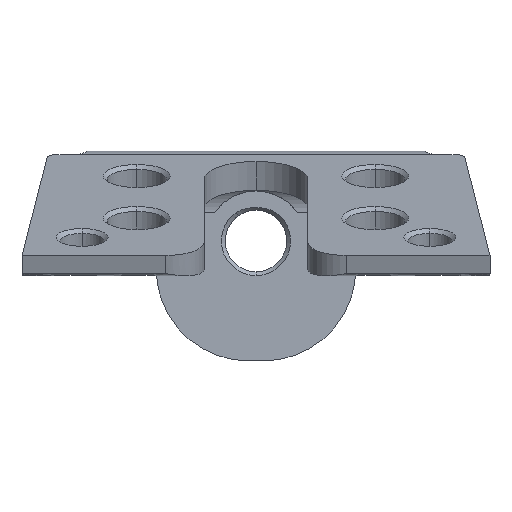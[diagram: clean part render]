
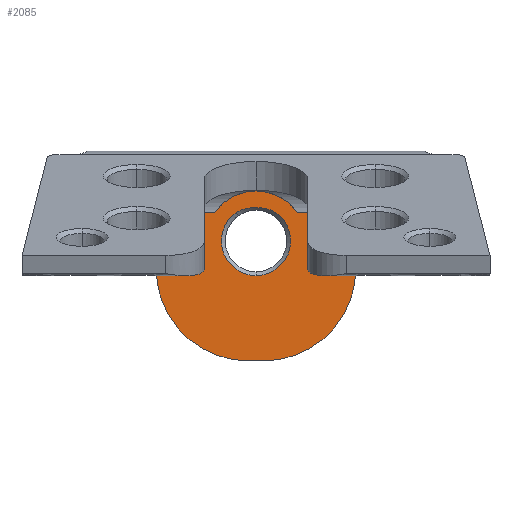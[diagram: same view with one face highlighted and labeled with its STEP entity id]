
A CAD part, front view. The second image highlights one B-rep face of the part: STEP entity #2085.
In plain terms, the highlighted planar face has unit normal (0, -1, 0).
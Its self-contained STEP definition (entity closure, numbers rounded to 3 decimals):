
#11 = CARTESIAN_POINT ( 'NONE',  ( 13., 0., -0.5 ) ) ;
#68 = CARTESIAN_POINT ( 'NONE',  ( -1., 0., -12.5 ) ) ;
#98 = EDGE_CURVE ( 'NONE', #3218, #5803, #2623, .T. ) ;
#114 = ORIENTED_EDGE ( 'NONE', *, *, #4093, .T. ) ;
#131 = CARTESIAN_POINT ( 'NONE',  ( 2.579, 0., 6.787 ) ) ;
#149 = DIRECTION ( 'NONE',  ( 0., 1., 0. ) ) ;
#153 = DIRECTION ( 'NONE',  ( 0., -1., 0. ) ) ;
#168 = AXIS2_PLACEMENT_3D ( 'NONE', #350, #3752, #5176 ) ;
#177 = DIRECTION ( 'NONE',  ( 0., 0., 1. ) ) ;
#189 = CARTESIAN_POINT ( 'NONE',  ( -2.579, 0., 6.787 ) ) ;
#193 = CARTESIAN_POINT ( 'NONE',  ( -13., 0., 12.5 ) ) ;
#232 = CARTESIAN_POINT ( 'NONE',  ( -1.552, 0., 7.243 ) ) ;
#346 = LINE ( 'NONE', #3525, #5778 ) ;
#349 = LINE ( 'NONE', #1350, #4878 ) ;
#350 = CARTESIAN_POINT ( 'NONE',  ( 30.5, 0., 12.5 ) ) ;
#372 = CARTESIAN_POINT ( 'NONE',  ( -2.579, 0., 6.787 ) ) ;
#491 = VERTEX_POINT ( 'NONE', #5318 ) ;
#516 = B_SPLINE_CURVE_WITH_KNOTS ( 'NONE', 3,
 ( #3067, #3653, #1706, #1592, #1572, #2575, #3589, #5936, #5459, #232, #1135, #3053, #4993, #189 ),
 .UNSPECIFIED., .F., .F.,
 ( 4, 2, 2, 2, 2, 2, 4 ),
 ( 0., 0.001, 0.003, 0.003, 0.004, 0.005, 0.005 ),
 .UNSPECIFIED. ) ;
#534 = VERTEX_POINT ( 'NONE', #4912 ) ;
#539 = LINE ( 'NONE', #5902, #1506 ) ;
#605 = VERTEX_POINT ( 'NONE', #5457 ) ;
#674 = DIRECTION ( 'NONE',  ( 0., 0., 1. ) ) ;
#705 = DIRECTION ( 'NONE',  ( 0., 0., -1. ) ) ;
#857 = CIRCLE ( 'NONE', #2629, 12. ) ;
#861 = DIRECTION ( 'NONE',  ( -1., 0., 0. ) ) ;
#893 = ORIENTED_EDGE ( 'NONE', *, *, #3219, .T. ) ;
#1039 = AXIS2_PLACEMENT_3D ( 'NONE', #3190, #2719, #2245 ) ;
#1076 = EDGE_CURVE ( 'NONE', #4010, #4983, #516, .T. ) ;
#1082 = CARTESIAN_POINT ( 'NONE',  ( 1., 0., -0.5 ) ) ;
#1100 = ORIENTED_EDGE ( 'NONE', *, *, #5151, .T. ) ;
#1116 = EDGE_CURVE ( 'NONE', #4071, #3116, #5483, .T. ) ;
#1122 = CIRCLE ( 'NONE', #5249, 4.5 ) ;
#1135 = CARTESIAN_POINT ( 'NONE',  ( -1.765, 0., 7.176 ) ) ;
#1146 = AXIS2_PLACEMENT_3D ( 'NONE', #2053, #149, #2075 ) ;
#1346 = EDGE_CURVE ( 'NONE', #3819, #4983, #6083, .T. ) ;
#1350 = CARTESIAN_POINT ( 'NONE',  ( 13., 0., 12.5 ) ) ;
#1477 = VECTOR ( 'NONE', #861, 1000. ) ;
#1506 = VECTOR ( 'NONE', #4501, 1000. ) ;
#1538 = CARTESIAN_POINT ( 'NONE',  ( 0., 0., 9.6 ) ) ;
#1572 = CARTESIAN_POINT ( 'NONE',  ( 0.448, 0., 7.455 ) ) ;
#1592 = CARTESIAN_POINT ( 'NONE',  ( 0.893, 0., 7.405 ) ) ;
#1634 = ORIENTED_EDGE ( 'NONE', *, *, #2020, .T. ) ;
#1706 = CARTESIAN_POINT ( 'NONE',  ( 1.773, 0., 7.189 ) ) ;
#1713 = ORIENTED_EDGE ( 'NONE', *, *, #4410, .T. ) ;
#1726 = EDGE_LOOP ( 'NONE', ( #4747, #3780, #4895 ) ) ;
#1814 = ORIENTED_EDGE ( 'NONE', *, *, #2974, .T. ) ;
#1982 = AXIS2_PLACEMENT_3D ( 'NONE', #4666, #5156, #2751 ) ;
#1999 = EDGE_CURVE ( 'NONE', #5803, #534, #3921, .T. ) ;
#2020 = EDGE_CURVE ( 'NONE', #2977, #605, #4432, .T. ) ;
#2053 = CARTESIAN_POINT ( 'NONE',  ( -15., 0., 6.5 ) ) ;
#2075 = DIRECTION ( 'NONE',  ( 0., 0., 1. ) ) ;
#2085 = ADVANCED_FACE ( 'NONE', ( #4138, #2309 ), #6118, .F. ) ;
#2120 = CARTESIAN_POINT ( 'NONE',  ( 0., 0., 3.1 ) ) ;
#2122 = CARTESIAN_POINT ( 'NONE',  ( -13., 0., 6.5 ) ) ;
#2178 = ORIENTED_EDGE ( 'NONE', *, *, #1116, .T. ) ;
#2245 = DIRECTION ( 'NONE',  ( 0., 0., 1. ) ) ;
#2309 = FACE_BOUND ( 'NONE', #1726, .T. ) ;
#2317 = EDGE_CURVE ( 'NONE', #491, #2938, #346, .T. ) ;
#2541 = DIRECTION ( 'NONE',  ( 0., -1., 0. ) ) ;
#2575 = CARTESIAN_POINT ( 'NONE',  ( -0.224, 0., 7.455 ) ) ;
#2623 = CIRCLE ( 'NONE', #3563, 2. ) ;
#2629 = AXIS2_PLACEMENT_3D ( 'NONE', #1082, #2541, #4006 ) ;
#2719 = DIRECTION ( 'NONE',  ( 0., 1., 0. ) ) ;
#2751 = DIRECTION ( 'NONE',  ( 0., 0., -1. ) ) ;
#2768 = CARTESIAN_POINT ( 'NONE',  ( 30.5, 0., 6.787 ) ) ;
#2910 = VERTEX_POINT ( 'NONE', #3391 ) ;
#2938 = VERTEX_POINT ( 'NONE', #68 ) ;
#2952 = CARTESIAN_POINT ( 'NONE',  ( 0., 0., 3.1 ) ) ;
#2974 = EDGE_CURVE ( 'NONE', #491, #6216, #857, .T. ) ;
#2977 = VERTEX_POINT ( 'NONE', #1538 ) ;
#3053 = CARTESIAN_POINT ( 'NONE',  ( -2.181, 0., 7.009 ) ) ;
#3067 = CARTESIAN_POINT ( 'NONE',  ( 2.579, 0., 6.787 ) ) ;
#3102 = DIRECTION ( 'NONE',  ( 0., 0., 1. ) ) ;
#3116 = VERTEX_POINT ( 'NONE', #2122 ) ;
#3132 = CARTESIAN_POINT ( 'NONE',  ( 15., 0., 6.5 ) ) ;
#3190 = CARTESIAN_POINT ( 'NONE',  ( 0., 0., 3.1 ) ) ;
#3218 = VERTEX_POINT ( 'NONE', #6168 ) ;
#3219 = EDGE_CURVE ( 'NONE', #6216, #3218, #349, .T. ) ;
#3391 = CARTESIAN_POINT ( 'NONE',  ( -13., 0., -0.5 ) ) ;
#3469 = DIRECTION ( 'NONE',  ( 0., 0., -1. ) ) ;
#3525 = CARTESIAN_POINT ( 'NONE',  ( 30.5, 0., -12.5 ) ) ;
#3563 = AXIS2_PLACEMENT_3D ( 'NONE', #3132, #5005, #674 ) ;
#3569 = DIRECTION ( 'NONE',  ( -1., 0., 0. ) ) ;
#3589 = CARTESIAN_POINT ( 'NONE',  ( -0.451, 0., 7.442 ) ) ;
#3653 = CARTESIAN_POINT ( 'NONE',  ( 2.193, 0., 7.028 ) ) ;
#3689 = CARTESIAN_POINT ( 'NONE',  ( 0., 0., -1.4 ) ) ;
#3752 = DIRECTION ( 'NONE',  ( 0., 1., 0. ) ) ;
#3780 = ORIENTED_EDGE ( 'NONE', *, *, #1346, .T. ) ;
#3819 = VERTEX_POINT ( 'NONE', #3689 ) ;
#3921 = LINE ( 'NONE', #2768, #1477 ) ;
#3946 = EDGE_CURVE ( 'NONE', #4010, #3819, #1122, .T. ) ;
#3999 = DIRECTION ( 'NONE',  ( 0., 1., 0. ) ) ;
#4006 = DIRECTION ( 'NONE',  ( 0., 0., 1. ) ) ;
#4010 = VERTEX_POINT ( 'NONE', #131 ) ;
#4071 = VERTEX_POINT ( 'NONE', #5441 ) ;
#4093 = EDGE_CURVE ( 'NONE', #2910, #2938, #5511, .T. ) ;
#4135 = AXIS2_PLACEMENT_3D ( 'NONE', #2952, #5360, #3469 ) ;
#4138 = FACE_OUTER_BOUND ( 'NONE', #5495, .T. ) ;
#4158 = ORIENTED_EDGE ( 'NONE', *, *, #6214, .T. ) ;
#4410 = EDGE_CURVE ( 'NONE', #3116, #2910, #6038, .T. ) ;
#4432 = CIRCLE ( 'NONE', #1982, 6.5 ) ;
#4448 = ORIENTED_EDGE ( 'NONE', *, *, #1999, .T. ) ;
#4501 = DIRECTION ( 'NONE',  ( -1., 0., 0. ) ) ;
#4592 = CIRCLE ( 'NONE', #4135, 6.5 ) ;
#4666 = CARTESIAN_POINT ( 'NONE',  ( 0., 0., 3.1 ) ) ;
#4747 = ORIENTED_EDGE ( 'NONE', *, *, #3946, .T. ) ;
#4878 = VECTOR ( 'NONE', #6147, 1000. ) ;
#4895 = ORIENTED_EDGE ( 'NONE', *, *, #1076, .F. ) ;
#4912 = CARTESIAN_POINT ( 'NONE',  ( 5.353, 0., 6.787 ) ) ;
#4925 = AXIS2_PLACEMENT_3D ( 'NONE', #5346, #153, #177 ) ;
#4983 = VERTEX_POINT ( 'NONE', #372 ) ;
#4993 = CARTESIAN_POINT ( 'NONE',  ( -2.386, 0., 6.908 ) ) ;
#5005 = DIRECTION ( 'NONE',  ( 0., 1., 0. ) ) ;
#5085 = ORIENTED_EDGE ( 'NONE', *, *, #98, .T. ) ;
#5151 = EDGE_CURVE ( 'NONE', #605, #4071, #539, .T. ) ;
#5156 = DIRECTION ( 'NONE',  ( 0., -1., 0. ) ) ;
#5176 = DIRECTION ( 'NONE',  ( 0., 0., 1. ) ) ;
#5249 = AXIS2_PLACEMENT_3D ( 'NONE', #2120, #3999, #3102 ) ;
#5318 = CARTESIAN_POINT ( 'NONE',  ( 1., 0., -12.5 ) ) ;
#5346 = CARTESIAN_POINT ( 'NONE',  ( -1., 0., -0.5 ) ) ;
#5360 = DIRECTION ( 'NONE',  ( 0., -1., 0. ) ) ;
#5441 = CARTESIAN_POINT ( 'NONE',  ( -13.021, 0., 6.787 ) ) ;
#5457 = CARTESIAN_POINT ( 'NONE',  ( -5.353, 0., 6.787 ) ) ;
#5459 = CARTESIAN_POINT ( 'NONE',  ( -1.119, 0., 7.35 ) ) ;
#5483 = CIRCLE ( 'NONE', #1146, 2. ) ;
#5495 = EDGE_LOOP ( 'NONE', ( #4158, #1634, #1100, #2178, #1713, #114, #5617, #1814, #893, #5085, #4448 ) ) ;
#5511 = CIRCLE ( 'NONE', #4925, 12. ) ;
#5617 = ORIENTED_EDGE ( 'NONE', *, *, #2317, .F. ) ;
#5778 = VECTOR ( 'NONE', #3569, 1000. ) ;
#5803 = VERTEX_POINT ( 'NONE', #5823 ) ;
#5823 = CARTESIAN_POINT ( 'NONE',  ( 13.021, 0., 6.787 ) ) ;
#5902 = CARTESIAN_POINT ( 'NONE',  ( 30.5, 0., 6.787 ) ) ;
#5936 = CARTESIAN_POINT ( 'NONE',  ( -0.899, 0., 7.389 ) ) ;
#5962 = VECTOR ( 'NONE', #705, 1000. ) ;
#6038 = LINE ( 'NONE', #193, #5962 ) ;
#6083 = CIRCLE ( 'NONE', #1039, 4.5 ) ;
#6118 = PLANE ( 'NONE',  #168 ) ;
#6147 = DIRECTION ( 'NONE',  ( 0., 0., 1. ) ) ;
#6168 = CARTESIAN_POINT ( 'NONE',  ( 13., 0., 6.5 ) ) ;
#6214 = EDGE_CURVE ( 'NONE', #534, #2977, #4592, .T. ) ;
#6216 = VERTEX_POINT ( 'NONE', #11 ) ;
